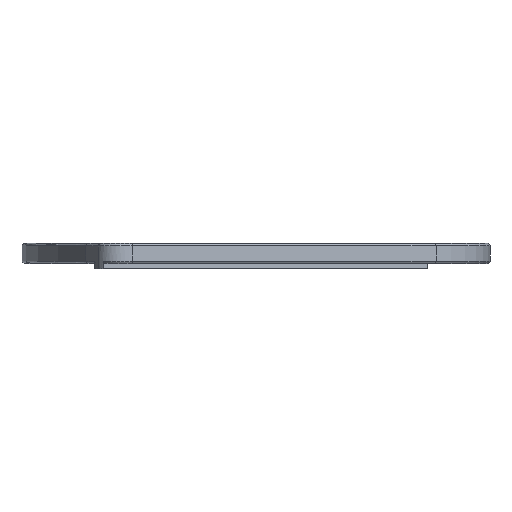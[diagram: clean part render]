
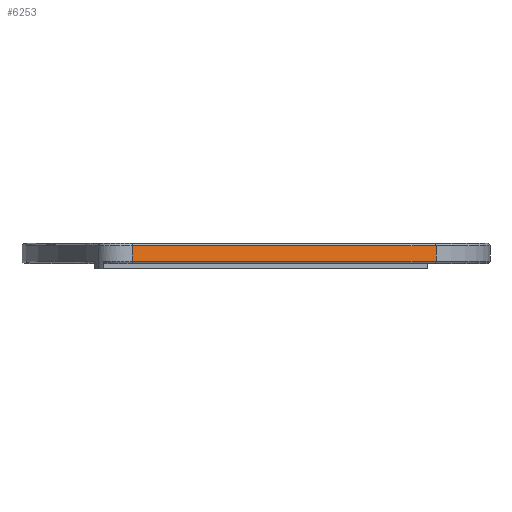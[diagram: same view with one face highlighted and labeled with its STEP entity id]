
A CAD part, front view. The second image highlights one B-rep face of the part: STEP entity #6253.
In plain terms, the highlighted planar face has unit normal (0.5, -0.866, 0).
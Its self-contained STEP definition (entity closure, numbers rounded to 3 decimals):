
#140 = LINE ( 'NONE', #3036, #5349 ) ;
#326 = VECTOR ( 'NONE', #6625, 1000. ) ;
#545 = VERTEX_POINT ( 'NONE', #1119 ) ;
#768 = DIRECTION ( 'NONE',  ( 0., 0., -1. ) ) ;
#1080 = CARTESIAN_POINT ( 'NONE',  ( -3., -37.321, 7. ) ) ;
#1119 = CARTESIAN_POINT ( 'NONE',  ( -124.244, -107.321, 1. ) ) ;
#1122 = CARTESIAN_POINT ( 'NONE',  ( -124.244, -107.321, 7. ) ) ;
#1280 = CARTESIAN_POINT ( 'NONE',  ( -124.244, -107.321, 8. ) ) ;
#1404 = AXIS2_PLACEMENT_3D ( 'NONE', #3626, #2474, #2501 ) ;
#1442 = ORIENTED_EDGE ( 'NONE', *, *, #2780, .T. ) ;
#1545 = CARTESIAN_POINT ( 'NONE',  ( -3., -37.321, 8. ) ) ;
#1914 = PLANE ( 'NONE',  #1404 ) ;
#1966 = CARTESIAN_POINT ( 'NONE',  ( -124.244, -107.321, 7. ) ) ;
#2367 = EDGE_CURVE ( 'NONE', #545, #3089, #140, .T. ) ;
#2474 = DIRECTION ( 'NONE',  ( -0.5, 0.866, 0. ) ) ;
#2501 = DIRECTION ( 'NONE',  ( -0.866, -0.5, 0. ) ) ;
#2780 = EDGE_CURVE ( 'NONE', #6072, #5832, #2944, .T. ) ;
#2944 = LINE ( 'NONE', #1122, #3211 ) ;
#3036 = CARTESIAN_POINT ( 'NONE',  ( -124.244, -107.321, 1. ) ) ;
#3089 = VERTEX_POINT ( 'NONE', #6901 ) ;
#3211 = VECTOR ( 'NONE', #5105, 1000. ) ;
#3619 = EDGE_CURVE ( 'NONE', #5832, #545, #4109, .T. ) ;
#3626 = CARTESIAN_POINT ( 'NONE',  ( -124.244, -107.321, 8. ) ) ;
#3886 = EDGE_CURVE ( 'NONE', #6072, #3089, #5448, .T. ) ;
#4109 = LINE ( 'NONE', #1280, #6866 ) ;
#4117 = ORIENTED_EDGE ( 'NONE', *, *, #3619, .T. ) ;
#4326 = ORIENTED_EDGE ( 'NONE', *, *, #3886, .F. ) ;
#4398 = ORIENTED_EDGE ( 'NONE', *, *, #2367, .T. ) ;
#4649 = FACE_OUTER_BOUND ( 'NONE', #7082, .T. ) ;
#5105 = DIRECTION ( 'NONE',  ( -0.866, -0.5, 0. ) ) ;
#5292 = DIRECTION ( 'NONE',  ( 0.866, 0.5, 0. ) ) ;
#5349 = VECTOR ( 'NONE', #5292, 1000. ) ;
#5448 = LINE ( 'NONE', #1545, #326 ) ;
#5832 = VERTEX_POINT ( 'NONE', #1966 ) ;
#6072 = VERTEX_POINT ( 'NONE', #1080 ) ;
#6253 = ADVANCED_FACE ( 'NONE', ( #4649 ), #1914, .F. ) ;
#6625 = DIRECTION ( 'NONE',  ( 0., 0., -1. ) ) ;
#6866 = VECTOR ( 'NONE', #768, 1000. ) ;
#6901 = CARTESIAN_POINT ( 'NONE',  ( -3., -37.321, 1. ) ) ;
#7082 = EDGE_LOOP ( 'NONE', ( #4326, #1442, #4117, #4398 ) ) ;
